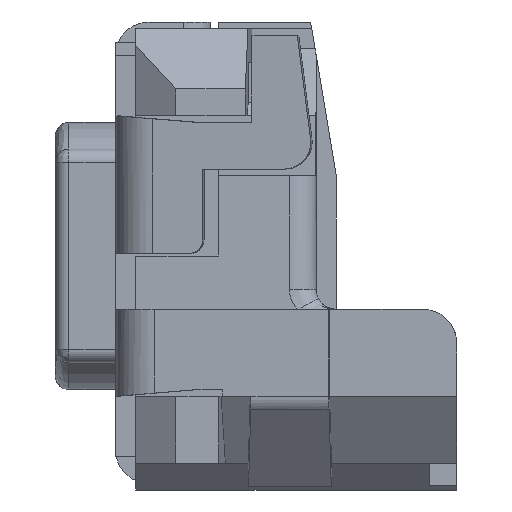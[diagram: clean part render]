
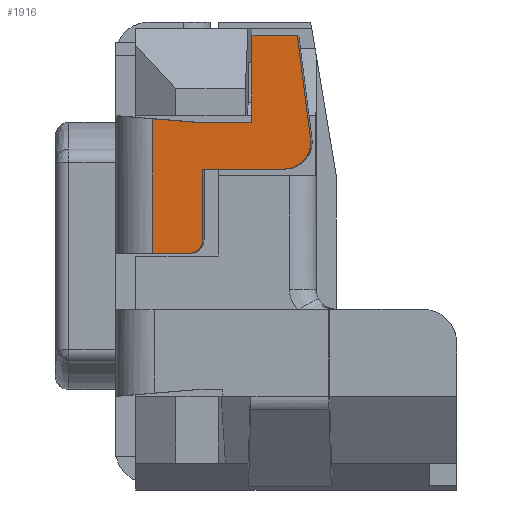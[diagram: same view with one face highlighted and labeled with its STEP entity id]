
A CAD part, left-side view. The second image highlights one B-rep face of the part: STEP entity #1916.
In plain terms, the highlighted planar face has unit normal (-0.997, 0.075, 0).
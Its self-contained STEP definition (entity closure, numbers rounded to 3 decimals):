
#241 = VECTOR ( 'NONE', #5539, 1000. ) ;
#253 = VECTOR ( 'NONE', #5421, 1000. ) ;
#276 = VECTOR ( 'NONE', #5225, 1000. ) ;
#281 = CIRCLE ( 'NONE', #7620, 0.1 ) ;
#427 = CARTESIAN_POINT ( 'NONE',  ( -2.434, 0.391, -0.85 ) ) ;
#428 = DIRECTION ( 'NONE',  ( -0.997, 0.076, 0. ) ) ;
#429 = DIRECTION ( 'NONE',  ( -0.076, -0.997, 0. ) ) ;
#1182 = VERTEX_POINT ( 'NONE', #6554 ) ;
#1183 = VERTEX_POINT ( 'NONE', #6555 ) ;
#1248 = VERTEX_POINT ( 'NONE', #6620 ) ;
#1249 = VERTEX_POINT ( 'NONE', #6621 ) ;
#1251 = VERTEX_POINT ( 'NONE', #6623 ) ;
#1252 = VERTEX_POINT ( 'NONE', #6624 ) ;
#1255 = VERTEX_POINT ( 'NONE', #6627 ) ;
#1257 = VERTEX_POINT ( 'NONE', #6629 ) ;
#1261 = VERTEX_POINT ( 'NONE', #6633 ) ;
#1262 = VERTEX_POINT ( 'NONE', #6634 ) ;
#1455 = VERTEX_POINT ( 'NONE', #6827 ) ;
#1456 = VERTEX_POINT ( 'NONE', #6828 ) ;
#1916 = ADVANCED_FACE ( 'NONE', ( #3264 ), #4371, .T. ) ;
#2047 = EDGE_CURVE ( 'NONE', #1249, #1183, #3389, .T. ) ;
#2048 = EDGE_CURVE ( 'NONE', #1183, #1182, #3390, .T. ) ;
#2049 = EDGE_CURVE ( 'NONE', #1182, #1248, #3391, .T. ) ;
#2222 = VECTOR ( 'NONE', #5316, 1000. ) ;
#2223 = VECTOR ( 'NONE', #5386, 1000. ) ;
#2226 = AXIS2_PLACEMENT_3D ( 'NONE', #5178, #5233, #5343 ) ;
#2227 = CIRCLE ( 'NONE', #2226, 0.2 ) ;
#2310 = VECTOR ( 'NONE', #4861, 1000. ) ;
#2311 = VECTOR ( 'NONE', #4859, 1000. ) ;
#2312 = VECTOR ( 'NONE', #4857, 1000. ) ;
#2324 = AXIS2_PLACEMENT_3D ( 'NONE', #4372, #4374, #4375 ) ;
#2786 = ORIENTED_EDGE ( 'NONE', *, *, #2048, .T. ) ;
#2787 = ORIENTED_EDGE ( 'NONE', *, *, #3713, .T. ) ;
#2788 = ORIENTED_EDGE ( 'NONE', *, *, #2047, .T. ) ;
#2789 = ORIENTED_EDGE ( 'NONE', *, *, #2049, .T. ) ;
#2790 = ORIENTED_EDGE ( 'NONE', *, *, #3716, .T. ) ;
#2791 = ORIENTED_EDGE ( 'NONE', *, *, #3699, .T. ) ;
#2792 = ORIENTED_EDGE ( 'NONE', *, *, #3696, .T. ) ;
#2793 = ORIENTED_EDGE ( 'NONE', *, *, #3586, .T. ) ;
#2794 = ORIENTED_EDGE ( 'NONE', *, *, #3703, .T. ) ;
#2795 = ORIENTED_EDGE ( 'NONE', *, *, #3704, .T. ) ;
#2796 = ORIENTED_EDGE ( 'NONE', *, *, #3707, .T. ) ;
#2797 = ORIENTED_EDGE ( 'NONE', *, *, #3710, .T. ) ;
#3032 = EDGE_LOOP ( 'NONE', ( #2787, #2788, #2786, #2789, #2790, #2792, #2791, #2793, #2794, #2795, #2796, #2797 ) ) ;
#3264 = FACE_OUTER_BOUND ( 'NONE', #3032, .T. ) ;
#3389 = LINE ( 'NONE', #4856, #2312 ) ;
#3390 = LINE ( 'NONE', #4858, #2311 ) ;
#3391 = LINE ( 'NONE', #4860, #2310 ) ;
#3586 = EDGE_CURVE ( 'NONE', #1456, #1455, #5728, .T. ) ;
#3696 = EDGE_CURVE ( 'NONE', #1262, #1261, #7137, .T. ) ;
#3699 = EDGE_CURVE ( 'NONE', #1261, #1456, #7140, .T. ) ;
#3703 = EDGE_CURVE ( 'NONE', #1455, #1257, #2227, .T. ) ;
#3704 = EDGE_CURVE ( 'NONE', #1257, #1255, #7143, .T. ) ;
#3707 = EDGE_CURVE ( 'NONE', #1255, #1252, #7146, .T. ) ;
#3710 = EDGE_CURVE ( 'NONE', #1252, #1251, #7149, .T. ) ;
#3713 = EDGE_CURVE ( 'NONE', #1251, #1249, #7152, .T. ) ;
#3716 = EDGE_CURVE ( 'NONE', #1248, #1262, #281, .T. ) ;
#4108 = VECTOR ( 'NONE', #5229, 1000. ) ;
#4371 = PLANE ( 'NONE',  #2324 ) ;
#4372 = CARTESIAN_POINT ( 'NONE',  ( -2.36, 1.373, -1.68 ) ) ;
#4374 = DIRECTION ( 'NONE',  ( -0.997, 0.076, 0. ) ) ;
#4375 = DIRECTION ( 'NONE',  ( -0.076, -0.997, 0. ) ) ;
#4856 = CARTESIAN_POINT ( 'NONE',  ( -2.385, 1.05, -0.7 ) ) ;
#4857 = DIRECTION ( 'NONE',  ( 0.075, 0.994, 0.081 ) ) ;
#4858 = CARTESIAN_POINT ( 'NONE',  ( -2.36, 1.373, -1.162 ) ) ;
#4859 = DIRECTION ( 'NONE',  ( 0., 0., -1. ) ) ;
#4860 = CARTESIAN_POINT ( 'NONE',  ( -2.36, 1.373, -1.68 ) ) ;
#4861 = DIRECTION ( 'NONE',  ( -0.076, -0.997, 0. ) ) ;
#5109 = CARTESIAN_POINT ( 'NONE',  ( -2.416, 0.63, -0.865 ) ) ;
#5178 = CARTESIAN_POINT ( 'NONE',  ( -2.434, 0.391, -0.85 ) ) ;
#5225 = DIRECTION ( 'NONE',  ( 0., 0., -1. ) ) ;
#5229 = DIRECTION ( 'NONE',  ( 0.076, 0.997, 0. ) ) ;
#5233 = DIRECTION ( 'NONE',  ( -0.997, 0.076, 0. ) ) ;
#5243 = CARTESIAN_POINT ( 'NONE',  ( -2.405, 0.778, -0.7 ) ) ;
#5313 = CARTESIAN_POINT ( 'NONE',  ( -2.405, 0.778, -0.05 ) ) ;
#5315 = CARTESIAN_POINT ( 'NONE',  ( -2.449, 0.193, -0.825 ) ) ;
#5316 = DIRECTION ( 'NONE',  ( 0.01, 0.126, 0.992 ) ) ;
#5343 = DIRECTION ( 'NONE',  ( -0.076, -0.997, 0. ) ) ;
#5386 = DIRECTION ( 'NONE',  ( 0.076, 0.997, 0. ) ) ;
#5421 = DIRECTION ( 'NONE',  ( -0.076, -0.997, 0. ) ) ;
#5422 = DIRECTION ( 'NONE',  ( -0.997, 0.076, 0. ) ) ;
#5423 = CARTESIAN_POINT ( 'NONE',  ( -2.381, 1.1, -1.58 ) ) ;
#5424 = DIRECTION ( 'NONE',  ( -0.076, -0.997, 0. ) ) ;
#5425 = CARTESIAN_POINT ( 'NONE',  ( -2.405, 0.778, -1.05 ) ) ;
#5539 = DIRECTION ( 'NONE',  ( 0., 0., 1. ) ) ;
#5544 = CARTESIAN_POINT ( 'NONE',  ( -2.388, 1., -0.865 ) ) ;
#5727 = AXIS2_PLACEMENT_3D ( 'NONE', #427, #428, #429 ) ;
#5728 = CIRCLE ( 'NONE', #5727, 0.2 ) ;
#6554 = CARTESIAN_POINT ( 'NONE',  ( -2.36, 1.373, -1.68 ) ) ;
#6555 = CARTESIAN_POINT ( 'NONE',  ( -2.36, 1.373, -0.674 ) ) ;
#6620 = CARTESIAN_POINT ( 'NONE',  ( -2.381, 1.1, -1.68 ) ) ;
#6621 = CARTESIAN_POINT ( 'NONE',  ( -2.385, 1.05, -0.7 ) ) ;
#6623 = CARTESIAN_POINT ( 'NONE',  ( -2.416, 0.63, -0.7 ) ) ;
#6624 = CARTESIAN_POINT ( 'NONE',  ( -2.416, 0.63, -0.05 ) ) ;
#6627 = CARTESIAN_POINT ( 'NONE',  ( -2.442, 0.291, -0.05 ) ) ;
#6629 = CARTESIAN_POINT ( 'NONE',  ( -2.449, 0.193, -0.825 ) ) ;
#6633 = CARTESIAN_POINT ( 'NONE',  ( -2.388, 1., -1.05 ) ) ;
#6634 = CARTESIAN_POINT ( 'NONE',  ( -2.388, 1., -1.58 ) ) ;
#6827 = CARTESIAN_POINT ( 'NONE',  ( -2.45, 0.191, -0.85 ) ) ;
#6828 = CARTESIAN_POINT ( 'NONE',  ( -2.434, 0.391, -1.05 ) ) ;
#7137 = LINE ( 'NONE', #5544, #241 ) ;
#7140 = LINE ( 'NONE', #5425, #253 ) ;
#7143 = LINE ( 'NONE', #5315, #2222 ) ;
#7146 = LINE ( 'NONE', #5313, #4108 ) ;
#7149 = LINE ( 'NONE', #5109, #276 ) ;
#7152 = LINE ( 'NONE', #5243, #2223 ) ;
#7620 = AXIS2_PLACEMENT_3D ( 'NONE', #5423, #5422, #5424 ) ;
